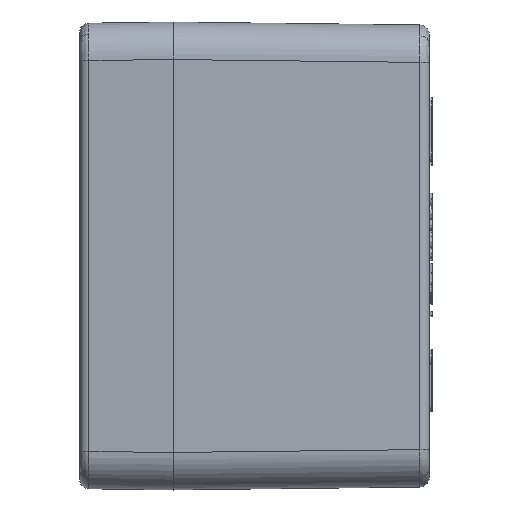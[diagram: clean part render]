
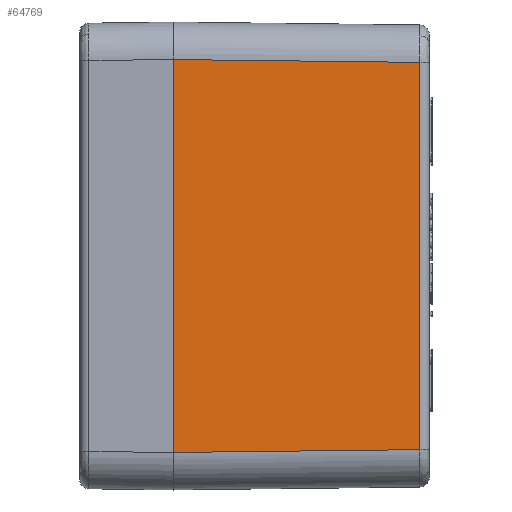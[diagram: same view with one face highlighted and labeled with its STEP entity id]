
A CAD part, left-side view. The second image highlights one B-rep face of the part: STEP entity #64769.
In plain terms, the highlighted planar face has unit normal (-1, -0.011, 0).
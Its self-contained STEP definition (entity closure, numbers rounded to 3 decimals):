
#2771 = ORIENTED_EDGE ( 'NONE', *, *, #40304, .T. ) ;
#2862 = CARTESIAN_POINT ( 'NONE',  ( -39.532, -39.217, -31.033 ) ) ;
#3749 = EDGE_CURVE ( 'NONE', #65431, #44427, #67741, .T. ) ;
#4240 = CARTESIAN_POINT ( 'NONE',  ( -39.981, 0.3, -37.5 ) ) ;
#9250 = VECTOR ( 'NONE', #73289, 1000. ) ;
#9524 = CARTESIAN_POINT ( 'NONE',  ( -39.991, 1.217, 31.492 ) ) ;
#9764 = CARTESIAN_POINT ( 'NONE',  ( -39.532, -39.217, 31.016 ) ) ;
#10940 = LINE ( 'NONE', #9524, #55429 ) ;
#11931 = ORIENTED_EDGE ( 'NONE', *, *, #52550, .F. ) ;
#18269 = CARTESIAN_POINT ( 'NONE',  ( -40., 2., -37.5 ) ) ;
#18521 = PLANE ( 'NONE',  #34060 ) ;
#19035 = VECTOR ( 'NONE', #39084, 1000. ) ;
#24309 = DIRECTION ( 'NONE',  ( 0.011, -1., 0. ) ) ;
#27180 = CARTESIAN_POINT ( 'NONE',  ( -39.981, 0.3, -31.481 ) ) ;
#29389 = CARTESIAN_POINT ( 'NONE',  ( -39.532, -39.217, 31.033 ) ) ;
#31638 = FACE_OUTER_BOUND ( 'NONE', #48805, .T. ) ;
#34060 = AXIS2_PLACEMENT_3D ( 'NONE', #18269, #59077, #24309 ) ;
#39084 = DIRECTION ( 'NONE',  ( 0., 0., 1. ) ) ;
#39098 = ORIENTED_EDGE ( 'NONE', *, *, #3749, .T. ) ;
#40304 = EDGE_CURVE ( 'NONE', #70194, #69425, #10940, .T. ) ;
#44427 = VERTEX_POINT ( 'NONE', #2862 ) ;
#45196 = CARTESIAN_POINT ( 'NONE',  ( -39.981, 0.3, 31.481 ) ) ;
#48805 = EDGE_LOOP ( 'NONE', ( #39098, #50039, #2771, #11931 ) ) ;
#50039 = ORIENTED_EDGE ( 'NONE', *, *, #59729, .T. ) ;
#52461 = VECTOR ( 'NONE', #52876, 1000. ) ;
#52550 = EDGE_CURVE ( 'NONE', #65431, #69425, #65237, .T. ) ;
#52876 = DIRECTION ( 'NONE',  ( 0.011, -1., 0.011 ) ) ;
#55429 = VECTOR ( 'NONE', #56227, 1000. ) ;
#56227 = DIRECTION ( 'NONE',  ( -0.011, 1., 0.011 ) ) ;
#58005 = CARTESIAN_POINT ( 'NONE',  ( -40.001, 2.068, -31.501 ) ) ;
#59077 = DIRECTION ( 'NONE',  ( -1., -0.011, 0. ) ) ;
#59729 = EDGE_CURVE ( 'NONE', #44427, #70194, #70888, .T. ) ;
#64769 = ADVANCED_FACE ( 'NONE', ( #31638 ), #18521, .T. ) ;
#65237 = LINE ( 'NONE', #4240, #19035 ) ;
#65431 = VERTEX_POINT ( 'NONE', #27180 ) ;
#67741 = LINE ( 'NONE', #58005, #52461 ) ;
#69425 = VERTEX_POINT ( 'NONE', #45196 ) ;
#70194 = VERTEX_POINT ( 'NONE', #29389 ) ;
#70888 = LINE ( 'NONE', #9764, #9250 ) ;
#73289 = DIRECTION ( 'NONE',  ( 0., 0., 1. ) ) ;
